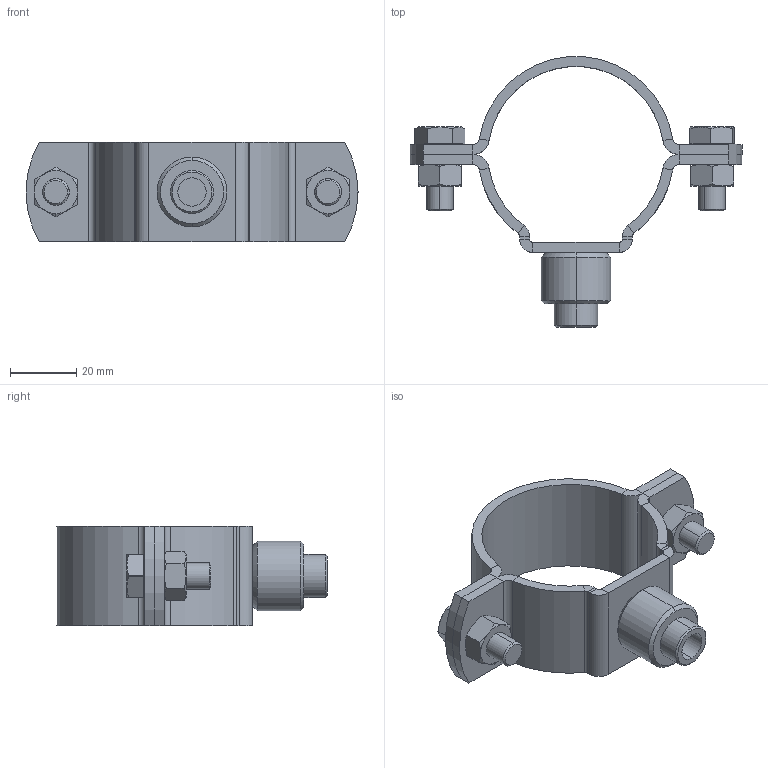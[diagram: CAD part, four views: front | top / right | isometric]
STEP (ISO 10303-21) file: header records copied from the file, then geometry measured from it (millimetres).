
FILE_DESCRIPTION (( 'STEP AP203' ), '1' );
FILE_NAME ('51.833K.STEP', '2024-03-25T14:13:46', ( '' ), ( '' ), 'SwSTEP 2.0', 'SolidWorks 2023', '' );
FILE_SCHEMA (( 'CONFIG_CONTROL_DESIGN' ));
Length unit declared in the file: millimetre
Products named in the file (1): 51.833K
Bounding box: 100 x 81.4 x 30 mm (x, y, z)
Surface area: 19129.4 mm2 (no closed solid volume)
Topology: 0 solids, 11 shells, 160 faces, 388 edges, 236 vertices
Faces by surface type: plane 78, cone 42, cylinder 40
Entity records: 4865 total; most frequent: CARTESIAN_POINT 1149, DIRECTION 798, ORIENTED_EDGE 670, EDGE_CURVE 388, AXIS2_PLACEMENT_3D 309, VERTEX_POINT 236, VECTOR 180, LINE 180
